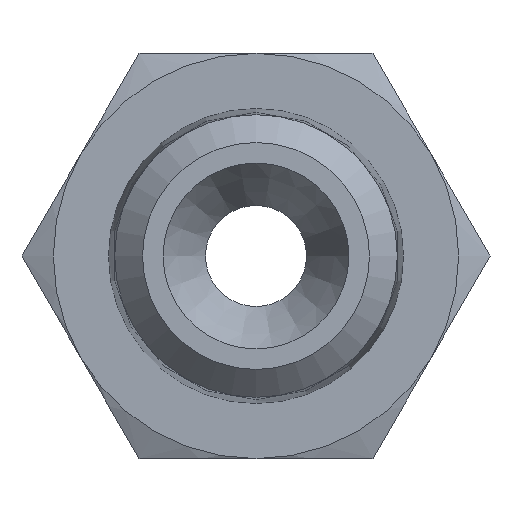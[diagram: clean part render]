
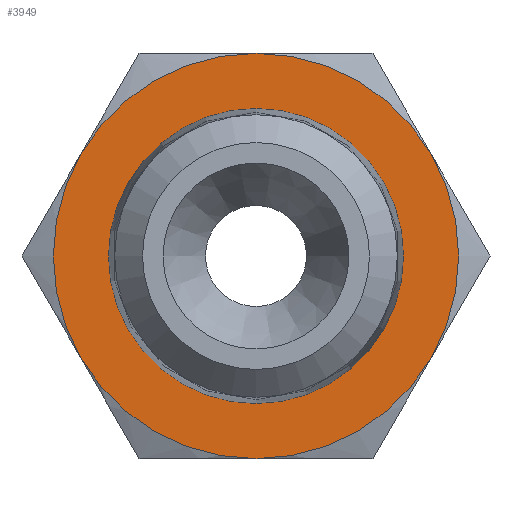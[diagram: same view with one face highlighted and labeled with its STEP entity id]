
A CAD part, left-side view. The second image highlights one B-rep face of the part: STEP entity #3949.
In plain terms, the highlighted planar face has unit normal (-1, 0, 0).
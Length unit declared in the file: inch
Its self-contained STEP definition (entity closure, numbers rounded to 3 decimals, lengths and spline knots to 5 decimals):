
#2944=CARTESIAN_POINT('',(0.0,0.0,0.375));
#2945=VERTEX_POINT('',#2944);
#3293=CARTESIAN_POINT('',(0.0,0.,0.273));
#3294=VERTEX_POINT('',#3293);
#3295=CARTESIAN_POINT('',(0.0,0.,0.0));
#3296=DIRECTION('',(-1.0,0.0,0.0));
#3297=DIRECTION('',(0.0,0.0,-1.0));
#3298=AXIS2_PLACEMENT_3D('',#3295,#3296,#3297);
#3299=CIRCLE('',#3298,0.273);
#3300=EDGE_CURVE('',#3294,#3294,#3299,.T.);
#3583=CARTESIAN_POINT('',(0.0,0.32476,0.1875));
#3584=VERTEX_POINT('',#3583);
#3598=CARTESIAN_POINT('',(0.0,0.0,0.0));
#3599=DIRECTION('',(-1.0,0.0,0.0));
#3600=DIRECTION('',(0.0,1.0,0.0));
#3601=AXIS2_PLACEMENT_3D('',#3598,#3599,#3600);
#3602=CIRCLE('',#3601,0.375);
#3603=EDGE_CURVE('',#2945,#3584,#3602,.T.);
#3613=CARTESIAN_POINT('',(0.0,-0.32476,0.1875));
#3614=VERTEX_POINT('',#3613);
#3629=CARTESIAN_POINT('',(0.0,0.0,0.0));
#3630=DIRECTION('',(-1.0,0.0,0.0));
#3631=DIRECTION('',(0.0,1.0,0.0));
#3632=AXIS2_PLACEMENT_3D('',#3629,#3630,#3631);
#3633=CIRCLE('',#3632,0.375);
#3634=EDGE_CURVE('',#3614,#2945,#3633,.T.);
#3646=CARTESIAN_POINT('',(0.0,-0.32476,-0.1875));
#3647=VERTEX_POINT('',#3646);
#3674=CARTESIAN_POINT('',(0.0,0.0,0.0));
#3675=DIRECTION('',(-1.0,0.0,0.0));
#3676=DIRECTION('',(0.0,1.0,0.0));
#3677=AXIS2_PLACEMENT_3D('',#3674,#3675,#3676);
#3678=CIRCLE('',#3677,0.375);
#3679=EDGE_CURVE('',#3647,#3614,#3678,.T.);
#3704=CARTESIAN_POINT('',(0.0,0.0,-0.375));
#3705=VERTEX_POINT('',#3704);
#3706=CARTESIAN_POINT('',(0.0,0.0,0.0));
#3707=DIRECTION('',(-1.0,0.0,0.0));
#3708=DIRECTION('',(0.0,1.0,0.0));
#3709=AXIS2_PLACEMENT_3D('',#3706,#3707,#3708);
#3710=CIRCLE('',#3709,0.375);
#3711=EDGE_CURVE('',#3705,#3647,#3710,.T.);
#3749=CARTESIAN_POINT('',(0.0,0.32476,-0.1875));
#3750=VERTEX_POINT('',#3749);
#3751=CARTESIAN_POINT('',(0.0,0.0,0.0));
#3752=DIRECTION('',(-1.0,0.0,0.0));
#3753=DIRECTION('',(0.0,1.0,0.0));
#3754=AXIS2_PLACEMENT_3D('',#3751,#3752,#3753);
#3755=CIRCLE('',#3754,0.375);
#3756=EDGE_CURVE('',#3750,#3705,#3755,.T.);
#3794=CARTESIAN_POINT('',(0.0,0.0,0.0));
#3795=DIRECTION('',(-1.0,0.0,0.0));
#3796=DIRECTION('',(0.0,1.0,0.0));
#3797=AXIS2_PLACEMENT_3D('',#3794,#3795,#3796);
#3798=CIRCLE('',#3797,0.375);
#3799=EDGE_CURVE('',#3584,#3750,#3798,.T.);
#3933=CARTESIAN_POINT('',(0.0,0.,0.));
#3934=DIRECTION('',(1.0,0.0,0.0));
#3935=DIRECTION('',(0.0,0.0,-1.0));
#3936=AXIS2_PLACEMENT_3D('',#3933,#3934,#3935);
#3937=PLANE('',#3936);
#3938=ORIENTED_EDGE('',*,*,#3799,.T.);
#3939=ORIENTED_EDGE('',*,*,#3756,.T.);
#3940=ORIENTED_EDGE('',*,*,#3711,.T.);
#3941=ORIENTED_EDGE('',*,*,#3679,.T.);
#3942=ORIENTED_EDGE('',*,*,#3634,.T.);
#3943=ORIENTED_EDGE('',*,*,#3603,.T.);
#3944=EDGE_LOOP('',(#3938,#3939,#3940,#3941,#3942,#3943));
#3945=FACE_OUTER_BOUND('',#3944,.T.);
#3946=ORIENTED_EDGE('',*,*,#3300,.F.);
#3947=EDGE_LOOP('',(#3946));
#3948=FACE_BOUND('',#3947,.T.);
#3949=ADVANCED_FACE('',(#3945,#3948),#3937,.F.);
